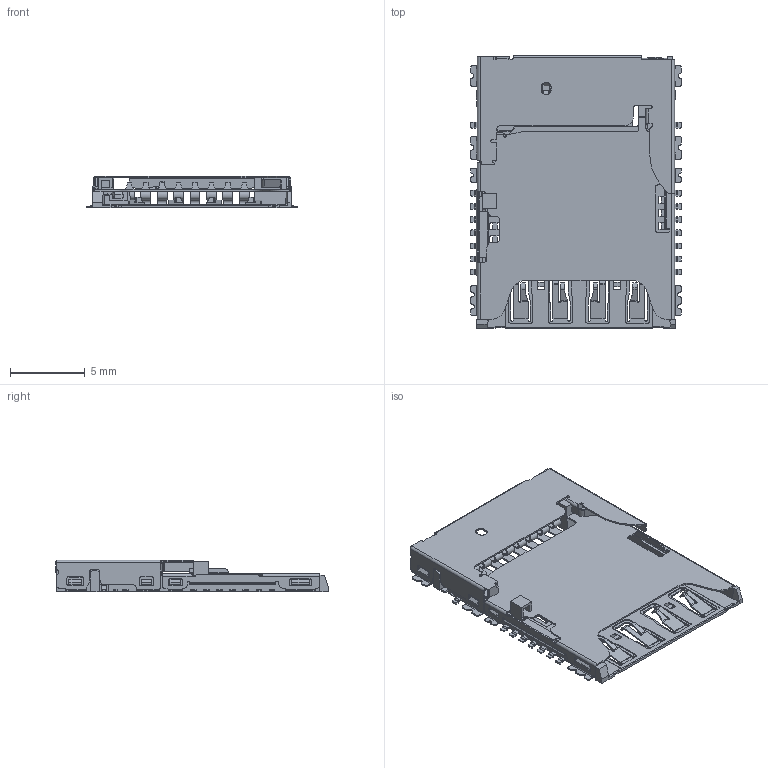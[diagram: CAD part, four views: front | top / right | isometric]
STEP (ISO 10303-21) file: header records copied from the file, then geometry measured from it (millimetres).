
FILE_DESCRIPTION(('STEP AP214'),'1');
FILE_NAME('104642-1610.stp','2020-06-09T15:35:12',('TraceParts'),('TraceParts S.A.'),'Spatial InterOp 3D',' ',' ');
FILE_SCHEMA(('AUTOMOTIVE_DESIGN { 1 0 10303 214 1 1 1 1 }'));
Length unit declared in the file: millimetre
Products named in the file (1): 104642-1610_1
Bounding box: 14.1 x 18.25 x 2.1 mm (x, y, z)
Volume: 101.1 mm3; surface area: 1150.3 mm2
Topology: 1 solids, 1 shells, 2319 faces, 6794 edges, 4588 vertices
Faces by surface type: plane 1413, cylinder 781, cone 111, bspline 14
Entity records: 77639 total; most frequent: CARTESIAN_POINT 14838, ORIENTED_EDGE 13388, DIRECTION 12783, EDGE_CURVE 6694, LINE 5007, VECTOR 5007, VERTEX_POINT 4388, AXIS2_PLACEMENT_3D 3888
